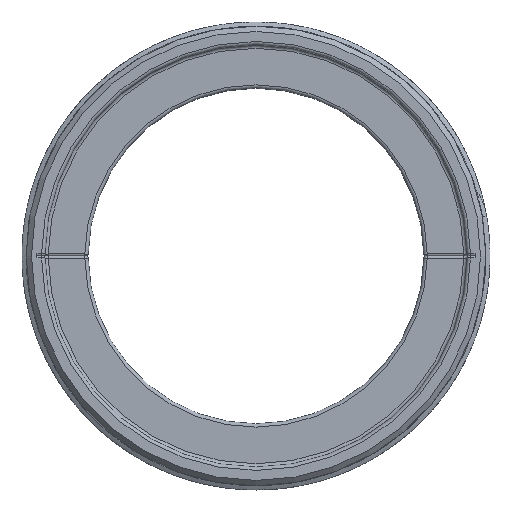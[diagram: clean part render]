
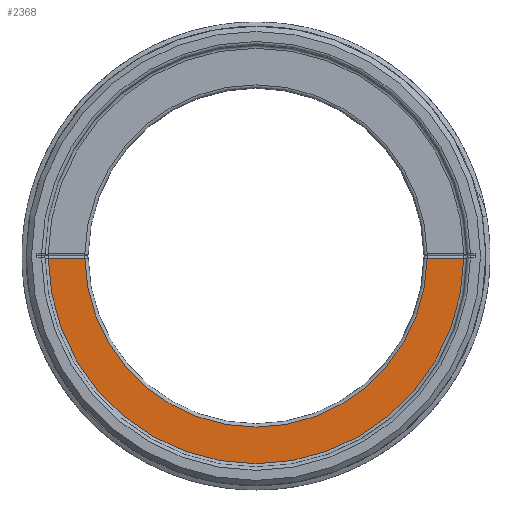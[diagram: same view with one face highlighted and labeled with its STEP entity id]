
A CAD part, top view. The second image highlights one B-rep face of the part: STEP entity #2368.
In plain terms, the highlighted planar face has unit normal (0, 0, 1).
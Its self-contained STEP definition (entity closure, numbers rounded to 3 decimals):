
#276=PLANE('',#7550);
#805=FACE_OUTER_BOUND('',#2883,.T.);
#1103=CIRCLE('',#7548,30.95);
#1104=CIRCLE('',#7549,25.5);
#1420=LINE('',#14021,#1912);
#1421=LINE('',#14025,#1913);
#1912=VECTOR('',#8789,1.);
#1913=VECTOR('',#8792,1.);
#2368=ADVANCED_FACE('',(#805),#276,.T.);
#2883=EDGE_LOOP('',(#4160,#4161,#4162,#4163));
#4160=ORIENTED_EDGE('',*,*,#6401,.T.);
#4161=ORIENTED_EDGE('',*,*,#6402,.T.);
#4162=ORIENTED_EDGE('',*,*,#6403,.T.);
#4163=ORIENTED_EDGE('',*,*,#6404,.T.);
#5550=VERTEX_POINT('',#14019);
#5551=VERTEX_POINT('',#14020);
#5552=VERTEX_POINT('',#14022);
#5553=VERTEX_POINT('',#14024);
#6401=EDGE_CURVE('',#5550,#5551,#1103,.T.);
#6402=EDGE_CURVE('',#5551,#5552,#1420,.T.);
#6403=EDGE_CURVE('',#5552,#5553,#1104,.T.);
#6404=EDGE_CURVE('',#5553,#5550,#1421,.T.);
#7548=AXIS2_PLACEMENT_3D('',#14018,#8787,#8788);
#7549=AXIS2_PLACEMENT_3D('',#14023,#8790,#8791);
#7550=AXIS2_PLACEMENT_3D('',#14026,#8793,#8794);
#8787=DIRECTION('',(0.,0.,1.));
#8788=DIRECTION('',(0.,1.,0.));
#8789=DIRECTION('',(-1.,0.,0.));
#8790=DIRECTION('',(0.,0.,-1.));
#8791=DIRECTION('',(0.,1.,0.));
#8792=DIRECTION('',(-1.,0.,0.));
#8793=DIRECTION('',(0.,0.,1.));
#8794=DIRECTION('',(0.,1.,0.));
#14018=CARTESIAN_POINT('',(0.001,0.,2.5));
#14019=CARTESIAN_POINT('',(-30.948,-0.3,2.5));
#14020=CARTESIAN_POINT('',(30.949,-0.3,2.5));
#14021=CARTESIAN_POINT('',(0.001,-0.3,2.5));
#14022=CARTESIAN_POINT('',(25.499,-0.3,2.5));
#14023=CARTESIAN_POINT('',(0.001,0.,2.5));
#14024=CARTESIAN_POINT('',(-25.497,-0.3,2.5));
#14025=CARTESIAN_POINT('',(0.001,-0.3,2.5));
#14026=CARTESIAN_POINT('',(0.001,0.,2.5));
